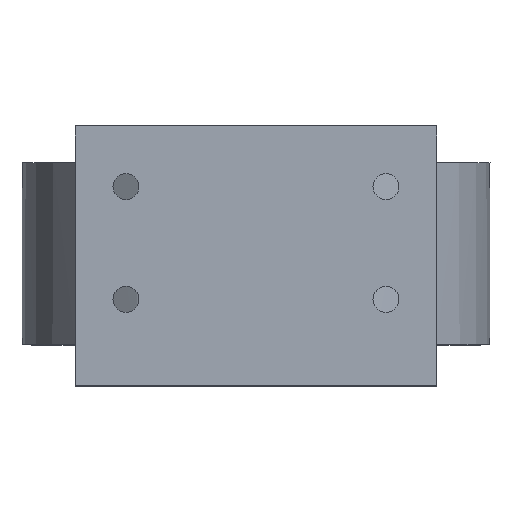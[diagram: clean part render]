
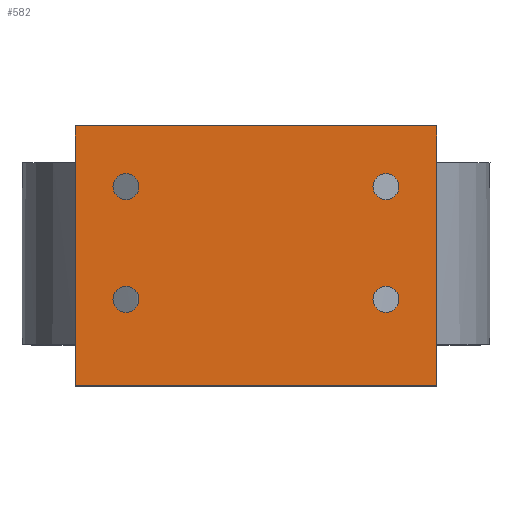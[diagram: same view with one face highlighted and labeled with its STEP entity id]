
A CAD part, top view. The second image highlights one B-rep face of the part: STEP entity #582.
In plain terms, the highlighted planar face has unit normal (0, 0, 1).
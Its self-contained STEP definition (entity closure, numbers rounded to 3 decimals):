
#24 = ORIENTED_EDGE ( 'NONE', *, *, #332, .T. ) ;
#28 = AXIS2_PLACEMENT_3D ( 'NONE', #1602, #794, #1204 ) ;
#39 = EDGE_CURVE ( 'NONE', #992, #1124, #1447, .T. ) ;
#48 = EDGE_CURVE ( 'NONE', #389, #1292, #1269, .T. ) ;
#69 = DIRECTION ( 'NONE',  ( -1., 0., 0. ) ) ;
#78 = DIRECTION ( 'NONE',  ( 0., 0., -1. ) ) ;
#102 = EDGE_CURVE ( 'NONE', #1292, #389, #1609, .T. ) ;
#133 = VERTEX_POINT ( 'NONE', #1357 ) ;
#151 = CARTESIAN_POINT ( 'NONE',  ( -15., 8., 5. ) ) ;
#156 = CARTESIAN_POINT ( 'NONE',  ( 20.865, -15., 5. ) ) ;
#218 = CARTESIAN_POINT ( 'NONE',  ( -15., -5., 5. ) ) ;
#223 = ORIENTED_EDGE ( 'NONE', *, *, #874, .T. ) ;
#236 = ORIENTED_EDGE ( 'NONE', *, *, #572, .T. ) ;
#250 = DIRECTION ( 'NONE',  ( 1., 0., 0. ) ) ;
#288 = EDGE_LOOP ( 'NONE', ( #1014, #306 ) ) ;
#306 = ORIENTED_EDGE ( 'NONE', *, *, #1711, .T. ) ;
#318 = LINE ( 'NONE', #1526, #883 ) ;
#319 = CIRCLE ( 'NONE', #1134, 1.5 ) ;
#332 = EDGE_CURVE ( 'NONE', #1543, #767, #619, .T. ) ;
#378 = DIRECTION ( 'NONE',  ( 0., 0., -1. ) ) ;
#389 = VERTEX_POINT ( 'NONE', #1196 ) ;
#396 = VERTEX_POINT ( 'NONE', #792 ) ;
#397 = DIRECTION ( 'NONE',  ( -1., 0., 0. ) ) ;
#420 = CARTESIAN_POINT ( 'NONE',  ( 16.5, 8., 5. ) ) ;
#423 = AXIS2_PLACEMENT_3D ( 'NONE', #151, #693, #1250 ) ;
#447 = DIRECTION ( 'NONE',  ( -1., 0., 0. ) ) ;
#455 = CIRCLE ( 'NONE', #851, 1.5 ) ;
#459 = DIRECTION ( 'NONE',  ( 0., -1., 0. ) ) ;
#470 = DIRECTION ( 'NONE',  ( 1., 0., 0. ) ) ;
#484 = CIRCLE ( 'NONE', #995, 1.5 ) ;
#494 = FACE_BOUND ( 'NONE', #1668, .T. ) ;
#501 = CARTESIAN_POINT ( 'NONE',  ( -20.865, 15., 5. ) ) ;
#504 = AXIS2_PLACEMENT_3D ( 'NONE', #1589, #1717, #1468 ) ;
#566 = AXIS2_PLACEMENT_3D ( 'NONE', #1544, #1125, #447 ) ;
#571 = AXIS2_PLACEMENT_3D ( 'NONE', #1439, #378, #1692 ) ;
#572 = EDGE_CURVE ( 'NONE', #1440, #989, #1068, .T. ) ;
#581 = CARTESIAN_POINT ( 'NONE',  ( -20.865, -15., 5. ) ) ;
#582 = ADVANCED_FACE ( 'NONE', ( #1201, #1321, #494, #1472, #1061 ), #1580, .T. ) ;
#591 = VECTOR ( 'NONE', #915, 1000. ) ;
#603 = ORIENTED_EDGE ( 'NONE', *, *, #609, .T. ) ;
#609 = EDGE_CURVE ( 'NONE', #895, #1032, #319, .T. ) ;
#619 = LINE ( 'NONE', #1408, #653 ) ;
#653 = VECTOR ( 'NONE', #470, 1000. ) ;
#655 = CIRCLE ( 'NONE', #566, 1.5 ) ;
#656 = ORIENTED_EDGE ( 'NONE', *, *, #778, .T. ) ;
#673 = DIRECTION ( 'NONE',  ( -1., 0., 0. ) ) ;
#693 = DIRECTION ( 'NONE',  ( 0., 0., -1. ) ) ;
#767 = VERTEX_POINT ( 'NONE', #156 ) ;
#778 = EDGE_CURVE ( 'NONE', #1032, #895, #455, .T. ) ;
#781 = DIRECTION ( 'NONE',  ( 0., 0., -1. ) ) ;
#792 = CARTESIAN_POINT ( 'NONE',  ( 13.5, -5., 5. ) ) ;
#794 = DIRECTION ( 'NONE',  ( 0., 0., -1. ) ) ;
#836 = EDGE_CURVE ( 'NONE', #989, #1543, #865, .T. ) ;
#851 = AXIS2_PLACEMENT_3D ( 'NONE', #218, #78, #69 ) ;
#863 = CARTESIAN_POINT ( 'NONE',  ( -16.5, 8., 5. ) ) ;
#865 = LINE ( 'NONE', #1562, #1423 ) ;
#874 = EDGE_CURVE ( 'NONE', #1124, #992, #655, .T. ) ;
#883 = VECTOR ( 'NONE', #1251, 1000. ) ;
#895 = VERTEX_POINT ( 'NONE', #1411 ) ;
#915 = DIRECTION ( 'NONE',  ( -1., 0., 0. ) ) ;
#918 = ORIENTED_EDGE ( 'NONE', *, *, #1275, .T. ) ;
#924 = DIRECTION ( 'NONE',  ( 0., 0., 1. ) ) ;
#952 = CARTESIAN_POINT ( 'NONE',  ( 20.865, 15., 5. ) ) ;
#983 = ORIENTED_EDGE ( 'NONE', *, *, #48, .T. ) ;
#989 = VERTEX_POINT ( 'NONE', #1709 ) ;
#992 = VERTEX_POINT ( 'NONE', #1702 ) ;
#995 = AXIS2_PLACEMENT_3D ( 'NONE', #1651, #1623, #673 ) ;
#1014 = ORIENTED_EDGE ( 'NONE', *, *, #1253, .T. ) ;
#1032 = VERTEX_POINT ( 'NONE', #1199 ) ;
#1034 = EDGE_LOOP ( 'NONE', ( #1739, #223 ) ) ;
#1061 = FACE_OUTER_BOUND ( 'NONE', #1222, .T. ) ;
#1068 = LINE ( 'NONE', #501, #591 ) ;
#1085 = ORIENTED_EDGE ( 'NONE', *, *, #102, .T. ) ;
#1124 = VERTEX_POINT ( 'NONE', #420 ) ;
#1125 = DIRECTION ( 'NONE',  ( 0., 0., -1. ) ) ;
#1134 = AXIS2_PLACEMENT_3D ( 'NONE', #1737, #781, #397 ) ;
#1158 = AXIS2_PLACEMENT_3D ( 'NONE', #1594, #924, #250 ) ;
#1196 = CARTESIAN_POINT ( 'NONE',  ( -13.5, 8., 5. ) ) ;
#1199 = CARTESIAN_POINT ( 'NONE',  ( -16.5, -5., 5. ) ) ;
#1201 = FACE_BOUND ( 'NONE', #1704, .T. ) ;
#1204 = DIRECTION ( 'NONE',  ( -1., 0., 0. ) ) ;
#1222 = EDGE_LOOP ( 'NONE', ( #918, #236, #1399, #24 ) ) ;
#1250 = DIRECTION ( 'NONE',  ( -1., 0., 0. ) ) ;
#1251 = DIRECTION ( 'NONE',  ( 0., 1., 0. ) ) ;
#1253 = EDGE_CURVE ( 'NONE', #396, #133, #484, .T. ) ;
#1269 = CIRCLE ( 'NONE', #28, 1.5 ) ;
#1275 = EDGE_CURVE ( 'NONE', #767, #1440, #318, .T. ) ;
#1292 = VERTEX_POINT ( 'NONE', #863 ) ;
#1321 = FACE_BOUND ( 'NONE', #1034, .T. ) ;
#1357 = CARTESIAN_POINT ( 'NONE',  ( 16.5, -5., 5. ) ) ;
#1399 = ORIENTED_EDGE ( 'NONE', *, *, #836, .T. ) ;
#1408 = CARTESIAN_POINT ( 'NONE',  ( -20.865, -15., 5. ) ) ;
#1411 = CARTESIAN_POINT ( 'NONE',  ( -13.5, -5., 5. ) ) ;
#1423 = VECTOR ( 'NONE', #459, 1000. ) ;
#1426 = CIRCLE ( 'NONE', #571, 1.5 ) ;
#1439 = CARTESIAN_POINT ( 'NONE',  ( 15., -5., 5. ) ) ;
#1440 = VERTEX_POINT ( 'NONE', #952 ) ;
#1447 = CIRCLE ( 'NONE', #504, 1.5 ) ;
#1468 = DIRECTION ( 'NONE',  ( -1., 0., 0. ) ) ;
#1472 = FACE_BOUND ( 'NONE', #288, .T. ) ;
#1526 = CARTESIAN_POINT ( 'NONE',  ( 20.865, 15., 5. ) ) ;
#1543 = VERTEX_POINT ( 'NONE', #581 ) ;
#1544 = CARTESIAN_POINT ( 'NONE',  ( 15., 8., 5. ) ) ;
#1562 = CARTESIAN_POINT ( 'NONE',  ( -20.865, 15., 5. ) ) ;
#1580 = PLANE ( 'NONE',  #1158 ) ;
#1589 = CARTESIAN_POINT ( 'NONE',  ( 15., 8., 5. ) ) ;
#1594 = CARTESIAN_POINT ( 'NONE',  ( 0., 0., 5. ) ) ;
#1602 = CARTESIAN_POINT ( 'NONE',  ( -15., 8., 5. ) ) ;
#1609 = CIRCLE ( 'NONE', #423, 1.5 ) ;
#1623 = DIRECTION ( 'NONE',  ( 0., 0., -1. ) ) ;
#1651 = CARTESIAN_POINT ( 'NONE',  ( 15., -5., 5. ) ) ;
#1668 = EDGE_LOOP ( 'NONE', ( #656, #603 ) ) ;
#1692 = DIRECTION ( 'NONE',  ( -1., 0., 0. ) ) ;
#1702 = CARTESIAN_POINT ( 'NONE',  ( 13.5, 8., 5. ) ) ;
#1704 = EDGE_LOOP ( 'NONE', ( #1085, #983 ) ) ;
#1709 = CARTESIAN_POINT ( 'NONE',  ( -20.865, 15., 5. ) ) ;
#1711 = EDGE_CURVE ( 'NONE', #133, #396, #1426, .T. ) ;
#1717 = DIRECTION ( 'NONE',  ( 0., 0., -1. ) ) ;
#1737 = CARTESIAN_POINT ( 'NONE',  ( -15., -5., 5. ) ) ;
#1739 = ORIENTED_EDGE ( 'NONE', *, *, #39, .T. ) ;
